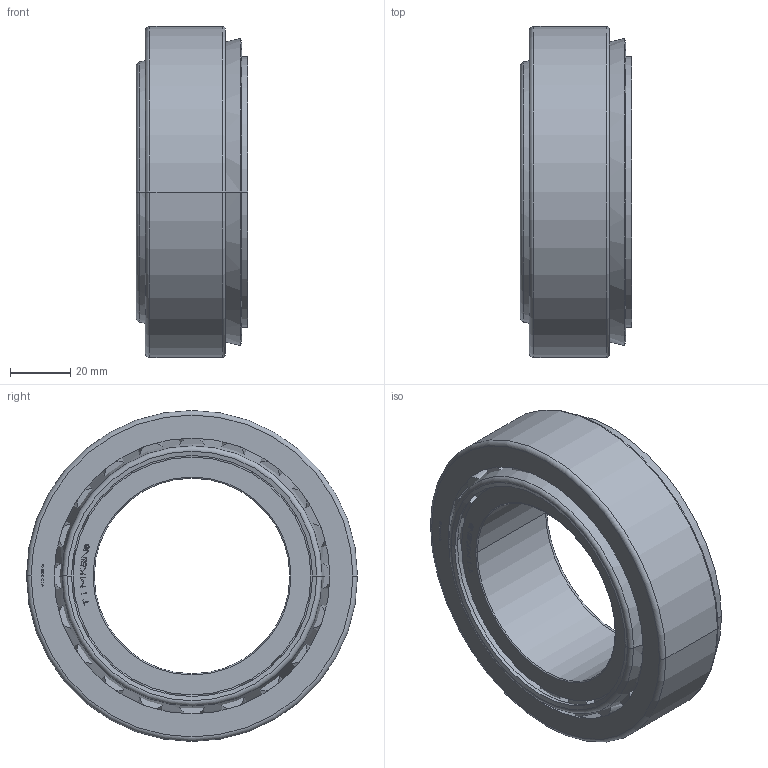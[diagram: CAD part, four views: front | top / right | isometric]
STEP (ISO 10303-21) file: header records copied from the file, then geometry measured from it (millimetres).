
FILE_DESCRIPTION(('starvars output'),'1');
FILE_NAME('33113.stp','19:35:34 2023/12/13',('TraceParts'),(' '),'Spatial InterOp 3D',' ',' ');
FILE_SCHEMA(('AUTOMOTIVE_DESIGN { 1 0 10303 214 3 1 1 }'));
Length unit declared in the file: millimetre
Products named in the file (1): 1
Bounding box: 37 x 110 x 110 mm (x, y, z)
Volume: 168435.4 mm3; surface area: 82393.8 mm2
Topology: 23 solids, 23 shells, 478 faces, 1164 edges, 766 vertices
Faces by surface type: plane 368, cone 60, cylinder 40, torus 10
Entity records: 17993 total; most frequent: CARTESIAN_POINT 2431, DIRECTION 2366, ORIENTED_EDGE 2328, EDGE_CURVE 1164, LINE 964, VECTOR 964, VERTEX_POINT 766, AXIS2_PLACEMENT_3D 701
